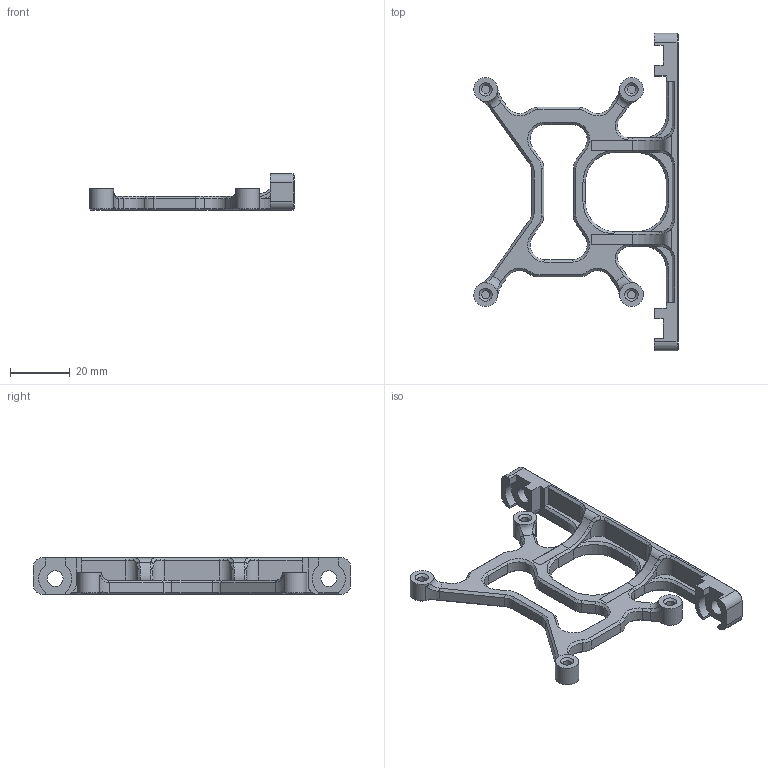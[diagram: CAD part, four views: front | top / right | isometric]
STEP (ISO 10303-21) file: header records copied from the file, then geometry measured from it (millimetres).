
FILE_DESCRIPTION(/* description */ (''),/* implementation_level */ '2;1');
FILE_SCHEMA (('AUTOMOTIVE_DESIGN { 1 0 10303 214 3 1 1 }'));
Length unit declared in the file: millimetre
Products named in the file (1): 4channel_relay_under_deck_mount
Bounding box: 68.69 x 106.72 x 12.2 mm (x, y, z)
Volume: 12504.1 mm3; surface area: 9486.2 mm2
Topology: 1 solids, 1 shells, 305 faces, 777 edges, 477 vertices
Faces by surface type: plane 127, cone 68, cylinder 62, bspline 44, torus 4
Full cylindrical faces by diameter (mm): 2.85 x4, 5.25 x2
Entity records: 10238 total; most frequent: CARTESIAN_POINT 3116, ORIENTED_EDGE 1554, DIRECTION 1364, EDGE_CURVE 777, VERTEX_POINT 477, AXIS2_PLACEMENT_3D 457, LINE 450, VECTOR 450
